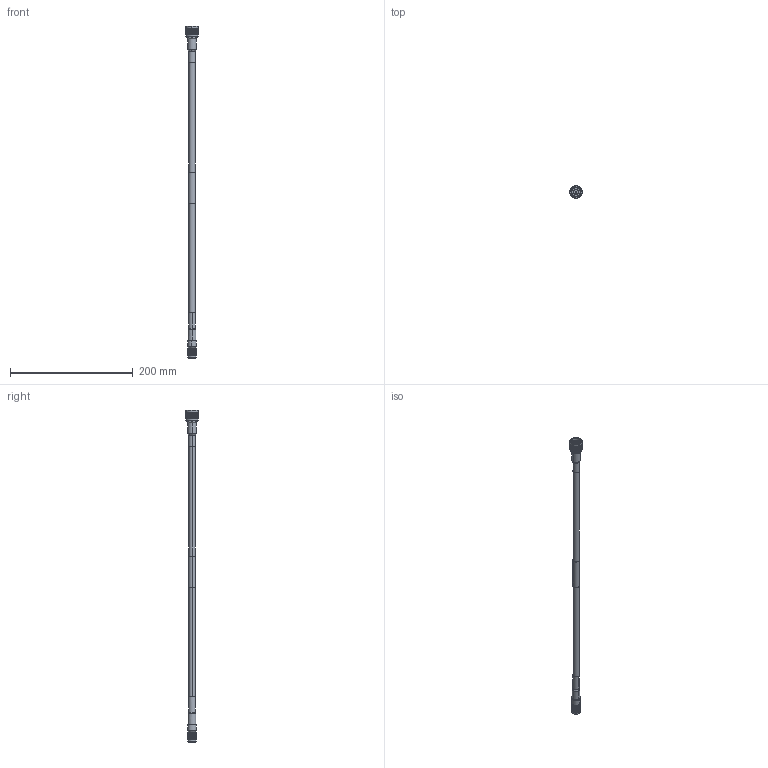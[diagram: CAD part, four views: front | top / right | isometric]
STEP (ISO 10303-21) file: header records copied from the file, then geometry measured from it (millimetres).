
FILE_DESCRIPTION (( 'STEP AP214' ), '1' );
FILE_NAME ('FMC00940_3D.step', '2024-04-25T20:23:13', ( '' ), ( '' ), 'SwSTEP 2.0', 'SolidWorks 2022', '' );
FILE_SCHEMA (( 'AUTOMOTIVE_DESIGN' ));
Length unit declared in the file: inch
Products named in the file (4): SC9116_3D^FMC00940; FMC00940_3D; Coax Cable^FMC00940_LMR-400; FMCN1605_3D^FMC00940
Assembly tree (3 placements, depth 2):
  FMC00940_3D
    Coax Cable^FMC00940_LMR-400
    SC9116_3D^FMC00940
    FMCN1605_3D^FMC00940
Bounding box: 20.32 x 20.32 x 540.15 mm (x, y, z)
Volume: 52169.6 mm3; surface area: 22714.2 mm2
Topology: 3 solids, 6 shells, 5395 faces, 11391 edges, 6023 vertices
Faces by surface type: bspline 4170, cylinder 1086, plane 82, cone 53, torus 4
Entity records: 206496 total; most frequent: CARTESIAN_POINT 137502, ORIENTED_EDGE 22782, EDGE_CURVE 11391, VERTEX_POINT 6023, EDGE_LOOP 5412, ADVANCED_FACE 5395, FACE_OUTER_BOUND 5395, B_SPLINE_CURVE_WITH_KNOTS 4835
